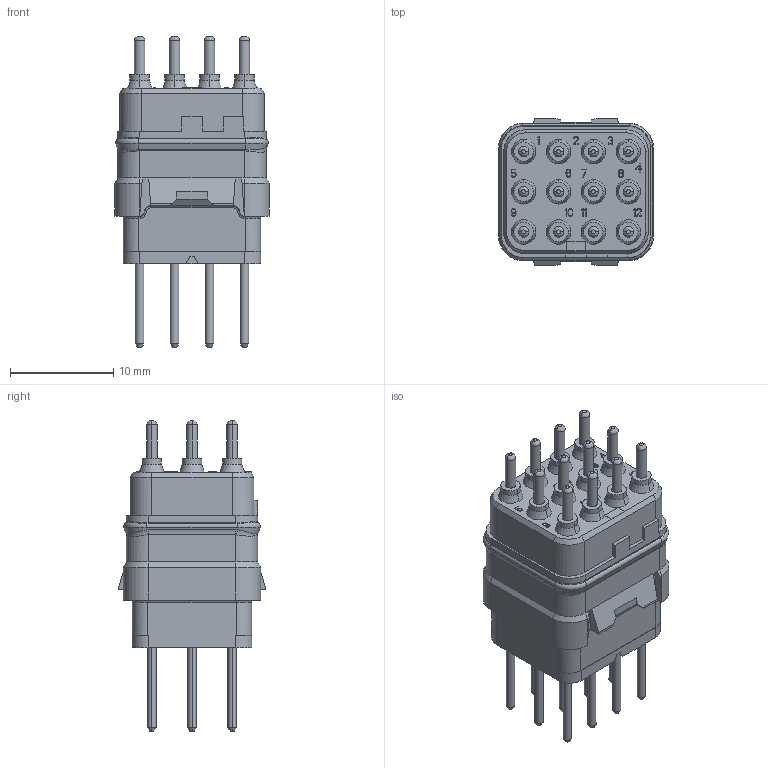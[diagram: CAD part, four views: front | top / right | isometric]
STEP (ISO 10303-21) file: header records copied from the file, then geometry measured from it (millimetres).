
FILE_DESCRIPTION((''),'2;1');
FILE_NAME('SIME1220PCP','2020-03-04T',('presta_be4'),(''),'CREO PARAMETRIC BY PTC INC, 2018360','CREO PARAMETRIC BY PTC INC, 2018360','');
FILE_SCHEMA(('CONFIG_CONTROL_DESIGN'));
Length unit declared in the file: millimetre
Products named in the file (1): SIME1220PCP
Bounding box: 15 x 14.25 x 30.1 mm (x, y, z)
Volume: 3029.8 mm3; surface area: 1753.8 mm2
Topology: 1 solids, 1 shells, 902 faces, 2315 edges, 1484 vertices
Faces by surface type: plane 626, cylinder 148, cone 60, bspline 52, torus 16
Entity records: 28651 total; most frequent: CARTESIAN_POINT 6698, ORIENTED_EDGE 4630, DIRECTION 4376, EDGE_CURVE 2315, VECTOR 1810, LINE 1810, VERTEX_POINT 1484, AXIS2_PLACEMENT_3D 1283
